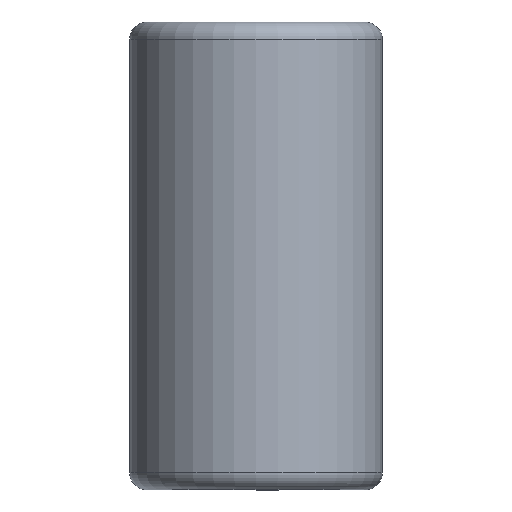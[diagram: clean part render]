
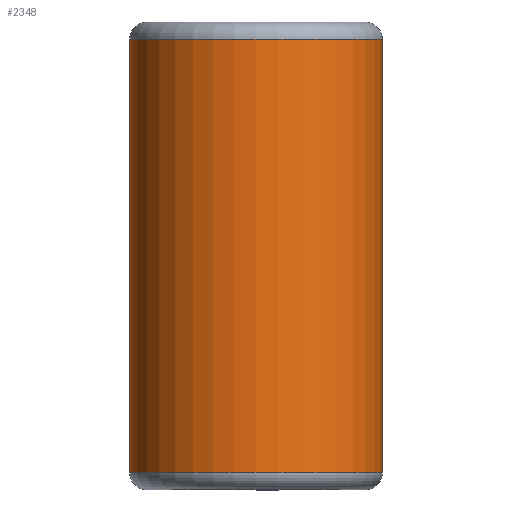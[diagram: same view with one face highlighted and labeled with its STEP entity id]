
A CAD part, top view. The second image highlights one B-rep face of the part: STEP entity #2348.
In plain terms, the highlighted cylindrical face has radius 5.575 mm (diameter 11.151 mm), a partial arc.
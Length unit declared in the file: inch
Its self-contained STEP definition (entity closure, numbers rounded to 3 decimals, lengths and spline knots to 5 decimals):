
#55 = DIRECTION ( 'NONE',  ( 0., -1., 0. ) ) ;
#94 = CARTESIAN_POINT ( 'NONE',  ( 0.2195, 0.37625, 0. ) ) ;
#124 = VERTEX_POINT ( 'NONE', #1406 ) ;
#161 = ORIENTED_EDGE ( 'NONE', *, *, #1112, .F. ) ;
#345 = VERTEX_POINT ( 'NONE', #94 ) ;
#352 = VECTOR ( 'NONE', #2002, 39.37008 ) ;
#366 = FACE_OUTER_BOUND ( 'NONE', #538, .T. ) ;
#538 = EDGE_LOOP ( 'NONE', ( #1231, #2401, #161, #1072 ) ) ;
#619 = VERTEX_POINT ( 'NONE', #1473 ) ;
#686 = CARTESIAN_POINT ( 'NONE',  ( 0., 0.37625, -0.2195 ) ) ;
#706 = AXIS2_PLACEMENT_3D ( 'NONE', #1001, #2366, #1207 ) ;
#840 = CIRCLE ( 'NONE', #2108, 0.2195 ) ;
#899 = CIRCLE ( 'NONE', #1720, 0.2195 ) ;
#979 = DIRECTION ( 'NONE',  ( 0., -1., 0. ) ) ;
#1001 = CARTESIAN_POINT ( 'NONE',  ( 0., 0.375, 0. ) ) ;
#1062 = CYLINDRICAL_SURFACE ( 'NONE', #706, 0.2195 ) ;
#1072 = ORIENTED_EDGE ( 'NONE', *, *, #1284, .F. ) ;
#1087 = DIRECTION ( 'NONE',  ( 0., 1., 0. ) ) ;
#1112 = EDGE_CURVE ( 'NONE', #619, #124, #1350, .T. ) ;
#1163 = CARTESIAN_POINT ( 'NONE',  ( 0., 0.37625, 0. ) ) ;
#1207 = DIRECTION ( 'NONE',  ( 0., 0., -1. ) ) ;
#1231 = ORIENTED_EDGE ( 'NONE', *, *, #1321, .T. ) ;
#1282 = VECTOR ( 'NONE', #1087, 39.37008 ) ;
#1284 = EDGE_CURVE ( 'NONE', #2136, #619, #899, .T. ) ;
#1321 = EDGE_CURVE ( 'NONE', #2136, #345, #1925, .T. ) ;
#1343 = EDGE_CURVE ( 'NONE', #345, #124, #840, .T. ) ;
#1350 = LINE ( 'NONE', #686, #1282 ) ;
#1375 = DIRECTION ( 'NONE',  ( 0., 0., -1. ) ) ;
#1406 = CARTESIAN_POINT ( 'NONE',  ( 0., 0.37625, -0.2195 ) ) ;
#1473 = CARTESIAN_POINT ( 'NONE',  ( 0., -0.37625, -0.2195 ) ) ;
#1720 = AXIS2_PLACEMENT_3D ( 'NONE', #2171, #979, #2345 ) ;
#1730 = CARTESIAN_POINT ( 'NONE',  ( 0.2195, -0.37625, 0. ) ) ;
#1813 = CARTESIAN_POINT ( 'NONE',  ( 0.2195, 0.37625, 0. ) ) ;
#1925 = LINE ( 'NONE', #1813, #352 ) ;
#2002 = DIRECTION ( 'NONE',  ( 0., 1., 0. ) ) ;
#2108 = AXIS2_PLACEMENT_3D ( 'NONE', #1163, #55, #1375 ) ;
#2136 = VERTEX_POINT ( 'NONE', #1730 ) ;
#2171 = CARTESIAN_POINT ( 'NONE',  ( 0., -0.37625, 0. ) ) ;
#2345 = DIRECTION ( 'NONE',  ( 0., 0., -1. ) ) ;
#2348 = ADVANCED_FACE ( 'NONE', ( #366 ), #1062, .T. ) ;
#2366 = DIRECTION ( 'NONE',  ( 0., -1., 0. ) ) ;
#2401 = ORIENTED_EDGE ( 'NONE', *, *, #1343, .T. ) ;
